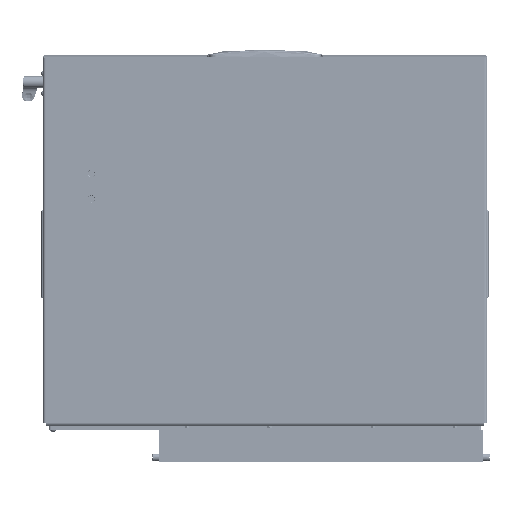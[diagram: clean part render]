
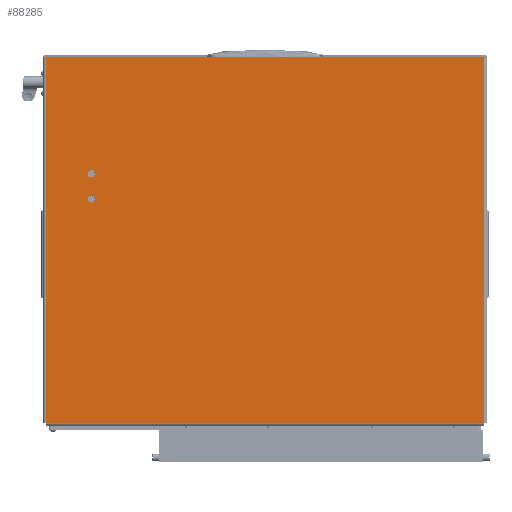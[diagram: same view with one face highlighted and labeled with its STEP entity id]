
A CAD part, front view. The second image highlights one B-rep face of the part: STEP entity #88285.
In plain terms, the highlighted face is planar.
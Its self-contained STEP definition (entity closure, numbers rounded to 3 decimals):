
#38 = CARTESIAN_POINT ( 'NONE',  ( 0., 0., 0. ) ) ;
#496 = DIRECTION ( 'NONE',  ( 0., 0., -1. ) ) ;
#992 = DIRECTION ( 'NONE',  ( -1., 0., 0. ) ) ;
#4559 = LINE ( 'NONE', #13291, #67687 ) ;
#5695 = LINE ( 'NONE', #79314, #34354 ) ;
#8148 = CARTESIAN_POINT ( 'NONE',  ( 506., 608., 0. ) ) ;
#8701 = DIRECTION ( 'NONE',  ( -1., 0., 0. ) ) ;
#10707 = FACE_BOUND ( 'NONE', #79745, .T. ) ;
#10953 = DIRECTION ( 'NONE',  ( 0., 1., 0. ) ) ;
#11462 = VECTOR ( 'NONE', #50201, 1000. ) ;
#13291 = CARTESIAN_POINT ( 'NONE',  ( 0., 0., 0. ) ) ;
#14306 = AXIS2_PLACEMENT_3D ( 'NONE', #100689, #148380, #38444 ) ;
#15994 = CARTESIAN_POINT ( 'NONE',  ( 506., 0., 0. ) ) ;
#17030 = DIRECTION ( 'NONE',  ( -1., 0., 0. ) ) ;
#18792 = DIRECTION ( 'NONE',  ( 1., 0., 0. ) ) ;
#18983 = CARTESIAN_POINT ( 'NONE',  ( 506., 608., 0. ) ) ;
#19514 = DIRECTION ( 'NONE',  ( 0., -1., 0. ) ) ;
#20124 = CARTESIAN_POINT ( 'NONE',  ( -2., -4., 0. ) ) ;
#21671 = CARTESIAN_POINT ( 'NONE',  ( 0., -4., 0. ) ) ;
#23031 = CARTESIAN_POINT ( 'NONE',  ( 165.2, 545., 0. ) ) ;
#23937 = LINE ( 'NONE', #20124, #144844 ) ;
#24081 = LINE ( 'NONE', #18983, #52782 ) ;
#25059 = DIRECTION ( 'NONE',  ( 1., 0., 0. ) ) ;
#29282 = VERTEX_POINT ( 'NONE', #38 ) ;
#34074 = EDGE_CURVE ( 'NONE', #47316, #122238, #126326, .T. ) ;
#34354 = VECTOR ( 'NONE', #18792, 1000. ) ;
#34420 = LINE ( 'NONE', #148803, #11462 ) ;
#34760 = ORIENTED_EDGE ( 'NONE', *, *, #77590, .F. ) ;
#36003 = EDGE_CURVE ( 'NONE', #103314, #79271, #135250, .T. ) ;
#36851 = EDGE_CURVE ( 'NONE', #122238, #47316, #62162, .T. ) ;
#38444 = DIRECTION ( 'NONE',  ( -1., 0., 0. ) ) ;
#40137 = EDGE_CURVE ( 'NONE', #152899, #89420, #118184, .T. ) ;
#41428 = ORIENTED_EDGE ( 'NONE', *, *, #96796, .T. ) ;
#43055 = ORIENTED_EDGE ( 'NONE', *, *, #36851, .F. ) ;
#44281 = AXIS2_PLACEMENT_3D ( 'NONE', #121407, #95666, #96724 ) ;
#47316 = VERTEX_POINT ( 'NONE', #47330 ) ;
#47330 = CARTESIAN_POINT ( 'NONE',  ( 200.2, 545., 0. ) ) ;
#50201 = DIRECTION ( 'NONE',  ( 0., 1., 0. ) ) ;
#50591 = AXIS2_PLACEMENT_3D ( 'NONE', #137955, #138501, #75776 ) ;
#52257 = CARTESIAN_POINT ( 'NONE',  ( 0., -2., 0. ) ) ;
#52775 = VECTOR ( 'NONE', #8701, 1000. ) ;
#52782 = VECTOR ( 'NONE', #19514, 1000. ) ;
#52885 = DIRECTION ( 'NONE',  ( 0., 0., -1. ) ) ;
#54069 = EDGE_CURVE ( 'NONE', #70834, #124055, #34420, .T. ) ;
#58546 = EDGE_LOOP ( 'NONE', ( #43055, #144253 ) ) ;
#58588 = FACE_BOUND ( 'NONE', #58546, .T. ) ;
#59982 = LINE ( 'NONE', #107398, #86917 ) ;
#62162 = CIRCLE ( 'NONE', #14306, 5.2 ) ;
#64699 = VERTEX_POINT ( 'NONE', #100558 ) ;
#65847 = VERTEX_POINT ( 'NONE', #8148 ) ;
#66506 = EDGE_CURVE ( 'NONE', #79271, #64699, #23937, .T. ) ;
#66828 = CARTESIAN_POINT ( 'NONE',  ( 0., 608., 0. ) ) ;
#67687 = VECTOR ( 'NONE', #25059, 1000. ) ;
#70390 = EDGE_CURVE ( 'NONE', #64699, #124055, #5695, .T. ) ;
#70834 = VERTEX_POINT ( 'NONE', #66828 ) ;
#74332 = CARTESIAN_POINT ( 'NONE',  ( 160., 545., 0. ) ) ;
#75776 = DIRECTION ( 'NONE',  ( -1., 0., 0. ) ) ;
#75889 = EDGE_CURVE ( 'NONE', #103314, #29282, #112936, .T. ) ;
#77590 = EDGE_CURVE ( 'NONE', #65847, #70834, #59982, .T. ) ;
#78846 = CARTESIAN_POINT ( 'NONE',  ( -2., -2., 0. ) ) ;
#79271 = VERTEX_POINT ( 'NONE', #78846 ) ;
#79314 = CARTESIAN_POINT ( 'NONE',  ( 0., 610., 0. ) ) ;
#79745 = EDGE_LOOP ( 'NONE', ( #153463, #83812 ) ) ;
#83812 = ORIENTED_EDGE ( 'NONE', *, *, #138412, .F. ) ;
#84290 = EDGE_CURVE ( 'NONE', #29282, #150548, #4559, .T. ) ;
#86262 = EDGE_LOOP ( 'NONE', ( #154138, #138045, #131629, #137843, #94832, #34760, #41428, #123675 ) ) ;
#86917 = VECTOR ( 'NONE', #107932, 1000. ) ;
#88285 = ADVANCED_FACE ( 'NONE', ( #10707, #58588, #129560 ), #137411, .T. ) ;
#89420 = VERTEX_POINT ( 'NONE', #23031 ) ;
#94084 = DIRECTION ( 'NONE',  ( 0., 1., 0. ) ) ;
#94832 = ORIENTED_EDGE ( 'NONE', *, *, #54069, .F. ) ;
#95401 = CIRCLE ( 'NONE', #127117, 5.2 ) ;
#95666 = DIRECTION ( 'NONE',  ( 0., 0., -1. ) ) ;
#95738 = VECTOR ( 'NONE', #10953, 1000. ) ;
#96724 = DIRECTION ( 'NONE',  ( -1., 0., 0. ) ) ;
#96796 = EDGE_CURVE ( 'NONE', #65847, #150548, #24081, .T. ) ;
#100558 = CARTESIAN_POINT ( 'NONE',  ( -2., 610., 0. ) ) ;
#100689 = CARTESIAN_POINT ( 'NONE',  ( 195., 545., 0. ) ) ;
#103314 = VERTEX_POINT ( 'NONE', #52257 ) ;
#105129 = CARTESIAN_POINT ( 'NONE',  ( 0., -2., 0. ) ) ;
#107398 = CARTESIAN_POINT ( 'NONE',  ( 0., 608., 0. ) ) ;
#107932 = DIRECTION ( 'NONE',  ( -1., 0., 0. ) ) ;
#111194 = AXIS2_PLACEMENT_3D ( 'NONE', #74332, #496, #992 ) ;
#112936 = LINE ( 'NONE', #21671, #95738 ) ;
#118184 = CIRCLE ( 'NONE', #111194, 5.2 ) ;
#121407 = CARTESIAN_POINT ( 'NONE',  ( 195., 545., 0. ) ) ;
#122238 = VERTEX_POINT ( 'NONE', #134917 ) ;
#123675 = ORIENTED_EDGE ( 'NONE', *, *, #84290, .F. ) ;
#124055 = VERTEX_POINT ( 'NONE', #127876 ) ;
#126326 = CIRCLE ( 'NONE', #44281, 5.2 ) ;
#127117 = AXIS2_PLACEMENT_3D ( 'NONE', #139218, #52885, #17030 ) ;
#127876 = CARTESIAN_POINT ( 'NONE',  ( 0., 610., 0. ) ) ;
#129560 = FACE_OUTER_BOUND ( 'NONE', #86262, .T. ) ;
#131629 = ORIENTED_EDGE ( 'NONE', *, *, #66506, .T. ) ;
#134917 = CARTESIAN_POINT ( 'NONE',  ( 189.8, 545., 0. ) ) ;
#135250 = LINE ( 'NONE', #105129, #52775 ) ;
#137411 = PLANE ( 'NONE',  #50591 ) ;
#137843 = ORIENTED_EDGE ( 'NONE', *, *, #70390, .T. ) ;
#137955 = CARTESIAN_POINT ( 'NONE',  ( 0., 608., 0. ) ) ;
#138045 = ORIENTED_EDGE ( 'NONE', *, *, #36003, .T. ) ;
#138412 = EDGE_CURVE ( 'NONE', #89420, #152899, #95401, .T. ) ;
#138501 = DIRECTION ( 'NONE',  ( 0., 0., -1. ) ) ;
#139218 = CARTESIAN_POINT ( 'NONE',  ( 160., 545., 0. ) ) ;
#141945 = CARTESIAN_POINT ( 'NONE',  ( 154.8, 545., 0. ) ) ;
#144253 = ORIENTED_EDGE ( 'NONE', *, *, #34074, .F. ) ;
#144844 = VECTOR ( 'NONE', #94084, 1000. ) ;
#148380 = DIRECTION ( 'NONE',  ( 0., 0., -1. ) ) ;
#148803 = CARTESIAN_POINT ( 'NONE',  ( 0., -4., 0. ) ) ;
#150548 = VERTEX_POINT ( 'NONE', #15994 ) ;
#152899 = VERTEX_POINT ( 'NONE', #141945 ) ;
#153463 = ORIENTED_EDGE ( 'NONE', *, *, #40137, .F. ) ;
#154138 = ORIENTED_EDGE ( 'NONE', *, *, #75889, .F. ) ;
